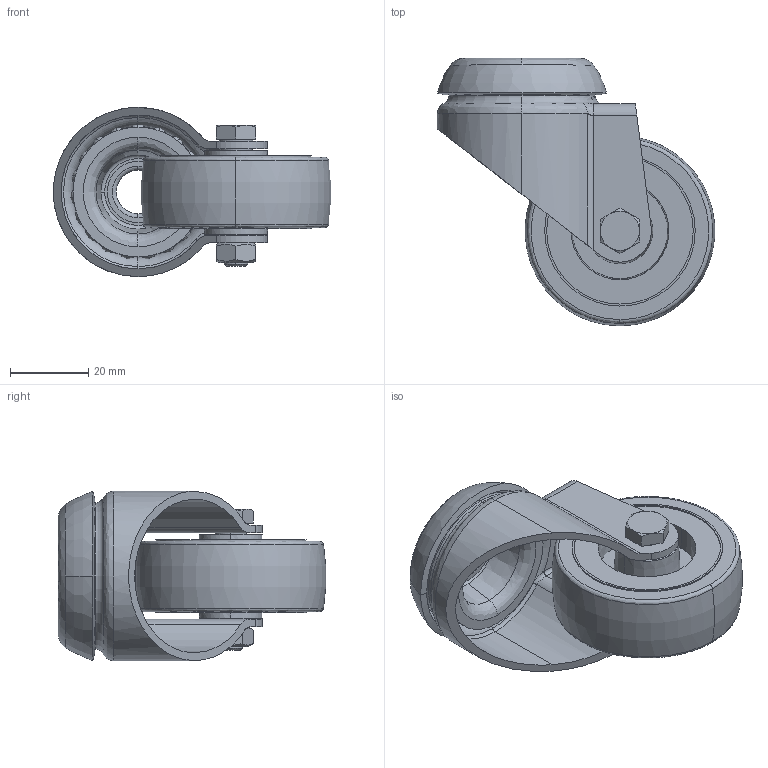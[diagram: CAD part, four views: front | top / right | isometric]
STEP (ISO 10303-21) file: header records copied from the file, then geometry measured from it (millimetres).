
FILE_DESCRIPTION (( 'STEP AP214' ), '1' );
FILE_NAME ('0029316.step', '2021-04-19T10:18:00', ( '' ), ( '' ), 'SwSTEP 2.0', 'SolidWorks 2020', '' );
FILE_SCHEMA (( 'AUTOMOTIVE_DESIGN' ));
Length unit declared in the file: millimetre
Products named in the file (1): 0029316
Bounding box: 70.76 x 68.26 x 43.2 mm (x, y, z)
Volume: 46690.1 mm3; surface area: 32991.7 mm2
Topology: 31 solids, 31 shells, 252 faces, 603 edges, 335 vertices
Faces by surface type: bspline 84, cylinder 60, plane 50, cone 40, torus 18
Entity records: 12410 total; most frequent: CARTESIAN_POINT 4207, DIRECTION 1064, ORIENTED_EDGE 1022, EDGE_CURVE 511, AXIS2_PLACEMENT_3D 465, VERTEX_POINT 335, CIRCLE 296, UNCERTAINTY_MEASURE_WITH_UNIT 285
